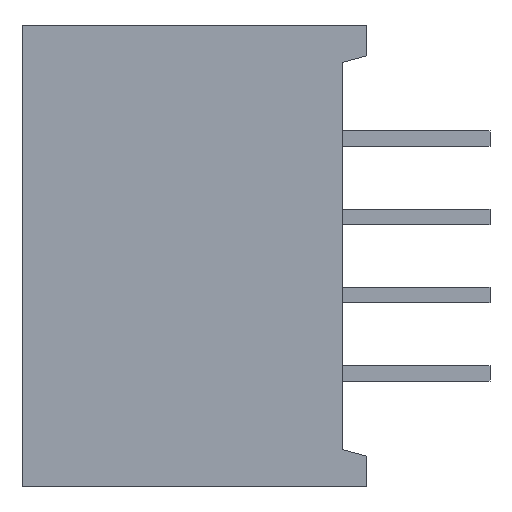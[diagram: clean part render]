
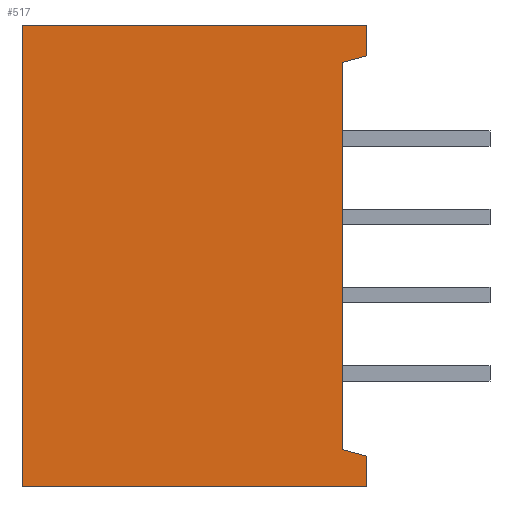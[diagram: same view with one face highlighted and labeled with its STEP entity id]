
A CAD part, left-side view. The second image highlights one B-rep face of the part: STEP entity #517.
In plain terms, the highlighted planar face has unit normal (-1, 0, 0).
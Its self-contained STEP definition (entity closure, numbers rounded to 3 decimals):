
#135 = VERTEX_POINT ( 'NONE', #4199 ) ;
#171 = EDGE_CURVE ( 'NONE', #135, #1040, #4266, .T. ) ;
#192 = VERTEX_POINT ( 'NONE', #4344 ) ;
#193 = EDGE_CURVE ( 'NONE', #205, #194, #4343, .T. ) ;
#194 = VERTEX_POINT ( 'NONE', #4339 ) ;
#205 = VERTEX_POINT ( 'NONE', #4331 ) ;
#240 = EDGE_CURVE ( 'NONE', #986, #192, #4468, .T. ) ;
#242 = VERTEX_POINT ( 'NONE', #4459 ) ;
#259 = EDGE_CURVE ( 'NONE', #242, #194, #4482, .T. ) ;
#501 = ORIENTED_EDGE ( 'NONE', *, *, #512, .T. ) ;
#502 = ORIENTED_EDGE ( 'NONE', *, *, #971, .T. ) ;
#503 = ORIENTED_EDGE ( 'NONE', *, *, #171, .T. ) ;
#504 = ORIENTED_EDGE ( 'NONE', *, *, #193, .T. ) ;
#507 = ORIENTED_EDGE ( 'NONE', *, *, #16590, .T. ) ;
#508 = ORIENTED_EDGE ( 'NONE', *, *, #240, .T. ) ;
#512 = EDGE_CURVE ( 'NONE', #530, #135, #5085, .T. ) ;
#515 = EDGE_CURVE ( 'NONE', #530, #242, #5139, .T. ) ;
#517 = ADVANCED_FACE ( 'NONE', ( #5135 ), #5120, .T. ) ;
#520 = EDGE_LOOP ( 'NONE', ( #521, #555, #501, #503, #502, #508, #507, #504 ) ) ;
#521 = ORIENTED_EDGE ( 'NONE', *, *, #259, .F. ) ;
#530 = VERTEX_POINT ( 'NONE', #5164 ) ;
#555 = ORIENTED_EDGE ( 'NONE', *, *, #515, .F. ) ;
#971 = EDGE_CURVE ( 'NONE', #1040, #986, #6095, .T. ) ;
#986 = VERTEX_POINT ( 'NONE', #6128 ) ;
#1040 = VERTEX_POINT ( 'NONE', #6235 ) ;
#4199 = CARTESIAN_POINT ( 'NONE',  ( -7.5, -5.6, -6.5 ) ) ;
#4266 = LINE ( 'NONE', #4329, #4328 ) ;
#4327 = DIRECTION ( 'NONE',  ( 0., 0.966, 0.259 ) ) ;
#4328 = VECTOR ( 'NONE', #4327, 1000. ) ;
#4329 = CARTESIAN_POINT ( 'NONE',  ( -7.5, -12.467, -8.34 ) ) ;
#4331 = CARTESIAN_POINT ( 'NONE',  ( -7.5, -5.6, 7.5 ) ) ;
#4339 = CARTESIAN_POINT ( 'NONE',  ( -7.5, 5.6, 7.5 ) ) ;
#4340 = DIRECTION ( 'NONE',  ( 0., 1., 0. ) ) ;
#4341 = VECTOR ( 'NONE', #4340, 1000. ) ;
#4342 = CARTESIAN_POINT ( 'NONE',  ( -7.5, -14.702, 7.5 ) ) ;
#4343 = LINE ( 'NONE', #4342, #4341 ) ;
#4344 = CARTESIAN_POINT ( 'NONE',  ( -7.5, -5.6, 6.5 ) ) ;
#4459 = CARTESIAN_POINT ( 'NONE',  ( -7.5, 5.6, -7.5 ) ) ;
#4460 = DIRECTION ( 'NONE',  ( 0., -0.966, 0.259 ) ) ;
#4461 = VECTOR ( 'NONE', #4460, 1000. ) ;
#4462 = CARTESIAN_POINT ( 'NONE',  ( -7.5, -12.467, 8.34 ) ) ;
#4468 = LINE ( 'NONE', #4462, #4461 ) ;
#4475 = DIRECTION ( 'NONE',  ( 0., 0., 1. ) ) ;
#4476 = VECTOR ( 'NONE', #4475, 1000. ) ;
#4477 = CARTESIAN_POINT ( 'NONE',  ( -7.5, 5.6, 0. ) ) ;
#4482 = LINE ( 'NONE', #4477, #4476 ) ;
#5082 = DIRECTION ( 'NONE',  ( 0., 0., 1. ) ) ;
#5083 = VECTOR ( 'NONE', #5082, 1000. ) ;
#5084 = CARTESIAN_POINT ( 'NONE',  ( -7.5, -5.6, 0. ) ) ;
#5085 = LINE ( 'NONE', #5084, #5083 ) ;
#5115 = DIRECTION ( 'NONE',  ( 0., 0., 1. ) ) ;
#5116 = DIRECTION ( 'NONE',  ( -1., 0., 0. ) ) ;
#5117 = CARTESIAN_POINT ( 'NONE',  ( -7.5, -14.702, 0. ) ) ;
#5118 = AXIS2_PLACEMENT_3D ( 'NONE', #5117, #5116, #5115 ) ;
#5120 = PLANE ( 'NONE',  #5118 ) ;
#5135 = FACE_OUTER_BOUND ( 'NONE', #520, .T. ) ;
#5136 = DIRECTION ( 'NONE',  ( 0., 1., 0. ) ) ;
#5137 = VECTOR ( 'NONE', #5136, 1000. ) ;
#5138 = CARTESIAN_POINT ( 'NONE',  ( -7.5, -14.702, -7.5 ) ) ;
#5139 = LINE ( 'NONE', #5138, #5137 ) ;
#5164 = CARTESIAN_POINT ( 'NONE',  ( -7.5, -5.6, -7.5 ) ) ;
#6092 = DIRECTION ( 'NONE',  ( 0., 0., 1. ) ) ;
#6093 = VECTOR ( 'NONE', #6092, 1000. ) ;
#6094 = CARTESIAN_POINT ( 'NONE',  ( -7.5, -4.8, 0. ) ) ;
#6095 = LINE ( 'NONE', #6094, #6093 ) ;
#6128 = CARTESIAN_POINT ( 'NONE',  ( -7.5, -4.8, 6.286 ) ) ;
#6235 = CARTESIAN_POINT ( 'NONE',  ( -7.5, -4.8, -6.286 ) ) ;
#16590 = EDGE_CURVE ( 'NONE', #192, #205, #20051, .T. ) ;
#20048 = DIRECTION ( 'NONE',  ( 0., 0., 1. ) ) ;
#20049 = VECTOR ( 'NONE', #20048, 1000. ) ;
#20050 = CARTESIAN_POINT ( 'NONE',  ( -7.5, -5.6, 0. ) ) ;
#20051 = LINE ( 'NONE', #20050, #20049 ) ;
